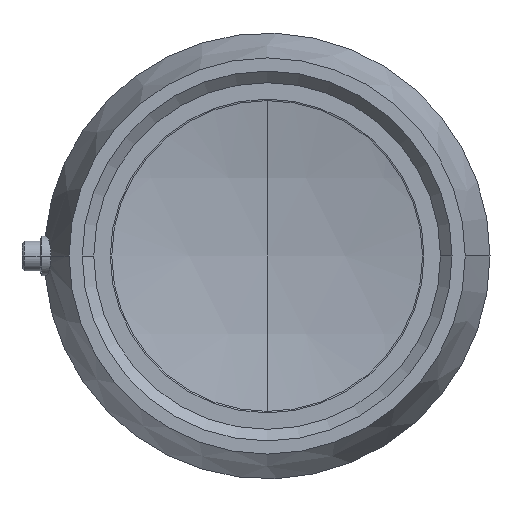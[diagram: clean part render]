
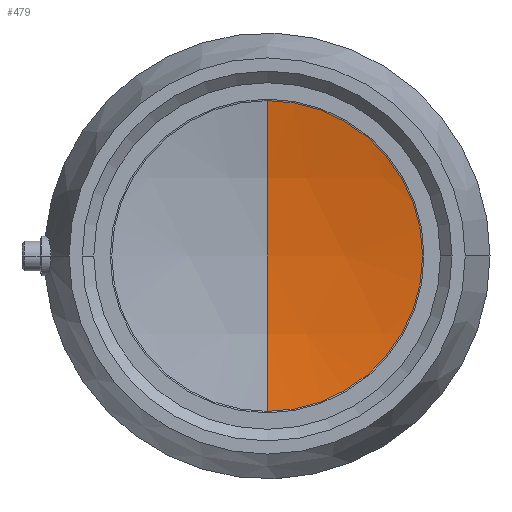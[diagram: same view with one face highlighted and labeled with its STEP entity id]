
A CAD part, left-side view. The second image highlights one B-rep face of the part: STEP entity #479.
In plain terms, the highlighted spherical face has radius 313.632 mm.
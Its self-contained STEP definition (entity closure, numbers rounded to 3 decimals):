
#411 = EDGE_CURVE( '', #459, #779, #1058, .T. );
#459 = VERTEX_POINT( '', #1117 );
#479 = ADVANCED_FACE( '', ( #1138 ), #1139, .F. );
#525 = EDGE_CURVE( '', #459, #779, #1189, .T. );
#779 = VERTEX_POINT( '', #1475 );
#1058 = CIRCLE( '', #1864, 313.632 );
#1117 = CARTESIAN_POINT( '', ( 92.156, 0., -62.76 ) );
#1138 = FACE_OUTER_BOUND( '', #1964, .T. );
#1139 = SPHERICAL_SURFACE( '', #1965, 313.632 );
#1189 = CIRCLE( '', #2076, 62.76 );
#1475 = CARTESIAN_POINT( '', ( 92.156, 0., 62.76 ) );
#1864 = AXIS2_PLACEMENT_3D( '', #3103, #3104, #3105 );
#1964 = EDGE_LOOP( '', ( #3225, #3226 ) );
#1965 = AXIS2_PLACEMENT_3D( '', #3227, #3228, #3229 );
#2076 = AXIS2_PLACEMENT_3D( '', #3285, #3286, #3287 );
#3103 = CARTESIAN_POINT( '', ( -215.132, 0., 0. ) );
#3104 = DIRECTION( '', ( 0., -1., 0. ) );
#3105 = DIRECTION( '', ( 0., 0., -1. ) );
#3225 = ORIENTED_EDGE( '', *, *, #411, .F. );
#3226 = ORIENTED_EDGE( '', *, *, #525, .T. );
#3227 = CARTESIAN_POINT( '', ( -215.132, 0., 0. ) );
#3228 = DIRECTION( '', ( 0., 0., 1. ) );
#3229 = DIRECTION( '', ( 1., 0., 0. ) );
#3285 = CARTESIAN_POINT( '', ( 92.156, 0., 0. ) );
#3286 = DIRECTION( '', ( -1., 0., 0. ) );
#3287 = DIRECTION( '', ( 0., 1., 0. ) );
